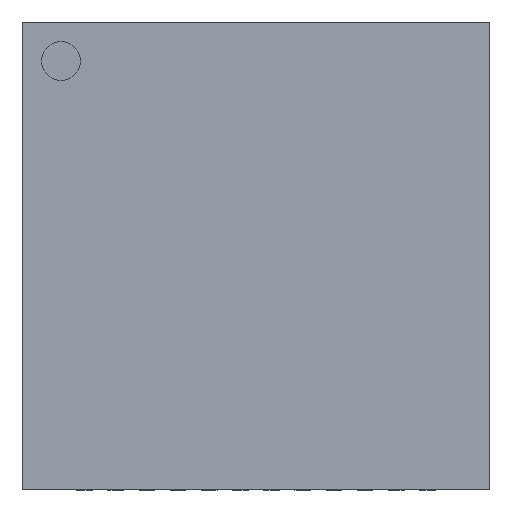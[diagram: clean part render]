
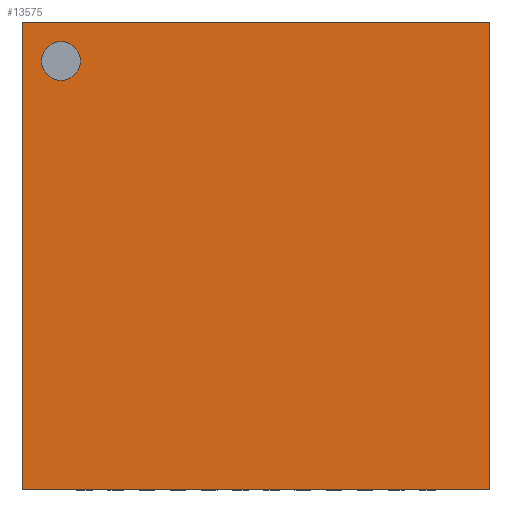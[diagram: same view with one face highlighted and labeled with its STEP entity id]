
A CAD part, top view. The second image highlights one B-rep face of the part: STEP entity #13575.
In plain terms, the highlighted free-form (B-spline) face has degree [1, 1] with [2, 2] control points.
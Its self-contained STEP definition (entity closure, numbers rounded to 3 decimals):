
#7478=CARTESIAN_POINT('',(-2.25,2.5,1.0));
#7479=VERTEX_POINT('',#7478);
#7488=CARTESIAN_POINT('',(-2.75,2.5,1.0));
#7489=VERTEX_POINT('',#7488);
#7490=CARTESIAN_POINT('',(-2.5,2.5,1.0));
#7491=DIRECTION('',(0.0,0.0,-1.0));
#7492=DIRECTION('',(1.0,0.0,0.0));
#7493=AXIS2_PLACEMENT_3D('',#7490,#7491,#7492);
#7494=CIRCLE('',#7493,0.25);
#7495=EDGE_CURVE('',#7489,#7479,#7494,.T.);
#7529=CARTESIAN_POINT('',(-2.5,2.5,1.0));
#7530=DIRECTION('',(0.0,0.0,-1.0));
#7531=DIRECTION('',(1.0,0.0,0.0));
#7532=AXIS2_PLACEMENT_3D('',#7529,#7530,#7531);
#7533=CIRCLE('',#7532,0.25);
#7534=EDGE_CURVE('',#7479,#7489,#7533,.T.);
#13331=CARTESIAN_POINT('',(-3.,-3.,1.0));
#13332=VERTEX_POINT('',#13331);
#13339=CARTESIAN_POINT('',(-3.,3.,1.0));
#13340=VERTEX_POINT('',#13339);
#13341=CARTESIAN_POINT('',(-3.,-3.,1.0));
#13342=DIRECTION('',(0.0,1.0,0.0));
#13343=VECTOR('',#13342,6.0);
#13344=LINE('',#13341,#13343);
#13345=EDGE_CURVE('',#13332,#13340,#13344,.T.);
#13478=CARTESIAN_POINT('',(3.,3.,1.0));
#13479=VERTEX_POINT('',#13478);
#13480=CARTESIAN_POINT('',(-3.,3.,1.0));
#13481=DIRECTION('',(1.0,0.0,0.0));
#13482=VECTOR('',#13481,6.0);
#13483=LINE('',#13480,#13482);
#13484=EDGE_CURVE('',#13340,#13479,#13483,.T.);
#13548=CARTESIAN_POINT('',(-3.,3.,1.0));
#13549=CARTESIAN_POINT('',(-3.,-3.,1.0));
#13550=CARTESIAN_POINT('',(3.,3.,1.0));
#13551=CARTESIAN_POINT('',(3.,-3.,1.0));
#13552=B_SPLINE_SURFACE_WITH_KNOTS('',1,1,((#13548,#13550),(#13549,#13551)),.UNSPECIFIED.,.F.,.F.,.U.,(2,2),(2,2),(0.0,6.),(0.0,6.),.UNSPECIFIED.);
#13553=CARTESIAN_POINT('',(3.,-3.,1.0));
#13554=VERTEX_POINT('',#13553);
#13555=CARTESIAN_POINT('',(3.,-3.,1.0));
#13556=DIRECTION('',(-1.0,0.0,0.0));
#13557=VECTOR('',#13556,6.0);
#13558=LINE('',#13555,#13557);
#13559=EDGE_CURVE('',#13554,#13332,#13558,.T.);
#13560=ORIENTED_EDGE('',*,*,#13559,.F.);
#13561=CARTESIAN_POINT('',(3.,3.,1.0));
#13562=DIRECTION('',(0.0,-1.0,0.0));
#13563=VECTOR('',#13562,6.0);
#13564=LINE('',#13561,#13563);
#13565=EDGE_CURVE('',#13479,#13554,#13564,.T.);
#13566=ORIENTED_EDGE('',*,*,#13565,.F.);
#13567=ORIENTED_EDGE('',*,*,#13484,.F.);
#13568=ORIENTED_EDGE('',*,*,#13345,.F.);
#13569=EDGE_LOOP('',(#13560,#13566,#13567,#13568));
#13570=FACE_OUTER_BOUND('',#13569,.T.);
#13571=ORIENTED_EDGE('',*,*,#7534,.T.);
#13572=ORIENTED_EDGE('',*,*,#7495,.T.);
#13573=EDGE_LOOP('',(#13571,#13572));
#13574=FACE_BOUND('',#13573,.T.);
#13575=ADVANCED_FACE('',(#13570,#13574),#13552,.T.);
